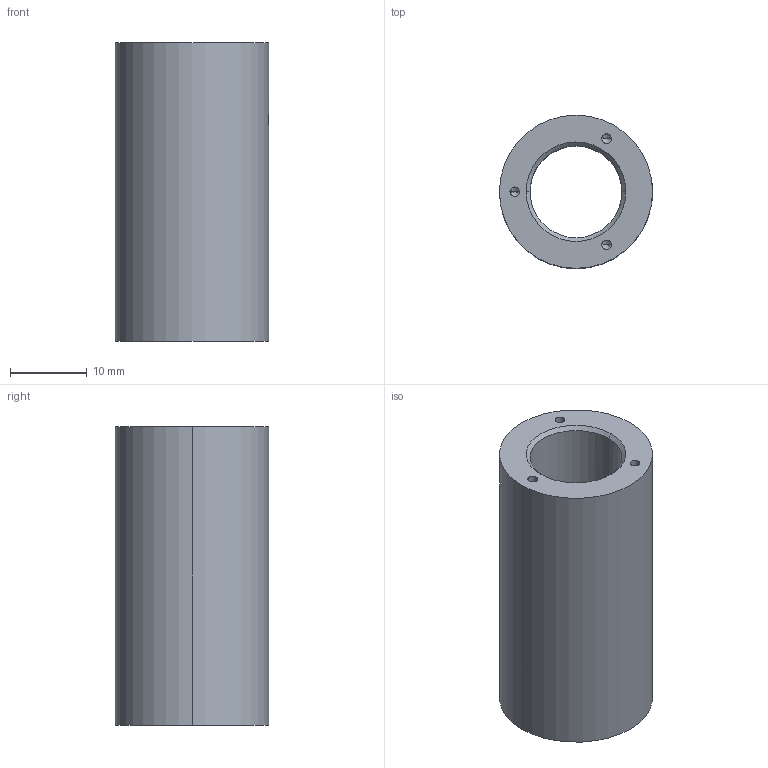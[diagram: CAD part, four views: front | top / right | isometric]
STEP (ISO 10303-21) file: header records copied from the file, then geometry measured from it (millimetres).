
FILE_DESCRIPTION (( 'STEP AP203' ), '1' );
FILE_NAME ('CTT0005.STEP', '2019-03-26T17:47:42', ( '' ), ( '' ), 'SwSTEP 2.0', 'SolidWorks 2016', '' );
FILE_SCHEMA (( 'CONFIG_CONTROL_DESIGN' ));
Length unit declared in the file: millimetre
Products named in the file (1): CTT0005
Bounding box: 20 x 20 x 39 mm (x, y, z)
Volume: 7763.8 mm3; surface area: 4507.3 mm2
Topology: 1 solids, 1 shells, 36 faces, 88 edges, 46 vertices
Faces by surface type: cylinder 18, cone 16, plane 2
Entity records: 1097 total; most frequent: CARTESIAN_POINT 215, DIRECTION 182, ORIENTED_EDGE 152, EDGE_CURVE 76, AXIS2_PLACEMENT_3D 73, VERTEX_POINT 46, EDGE_LOOP 44, LINE 36
